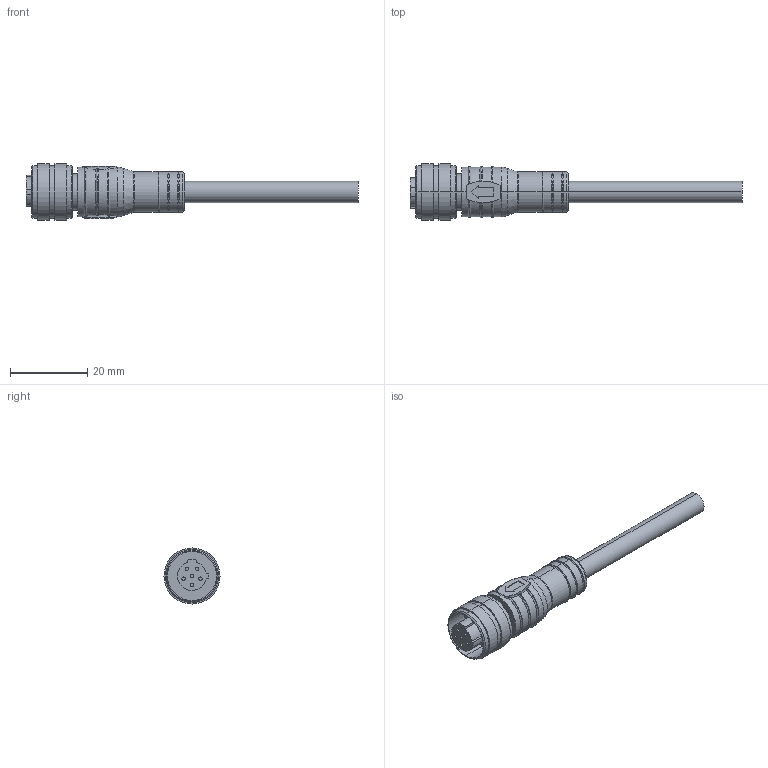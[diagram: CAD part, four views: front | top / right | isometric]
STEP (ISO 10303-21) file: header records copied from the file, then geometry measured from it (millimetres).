
FILE_DESCRIPTION (( 'STEP AP203' ), '1' );
FILE_NAME ('P110.STEP', '2020-03-31T03:36:56', ( 'edpusr' ), ( 'Microsoft' ), 'SwSTEP 2.0', 'SolidWorks 2015', '' );
FILE_SCHEMA (( 'CONFIG_CONTROL_DESIGN' ));
Length unit declared in the file: millimetre
Products named in the file (1): P110
Bounding box: 85.9 x 14.5 x 14.5 mm (x, y, z)
Volume: 5323.6 mm3; surface area: 3362.3 mm2
Topology: 1 solids, 1 shells, 170 faces, 418 edges, 268 vertices
Faces by surface type: plane 57, bspline 54, cylinder 53, cone 6
Entity records: 6493 total; most frequent: CARTESIAN_POINT 2633, ORIENTED_EDGE 836, DIRECTION 710, EDGE_CURVE 418, VERTEX_POINT 268, AXIS2_PLACEMENT_3D 265, EDGE_LOOP 188, VECTOR 180
